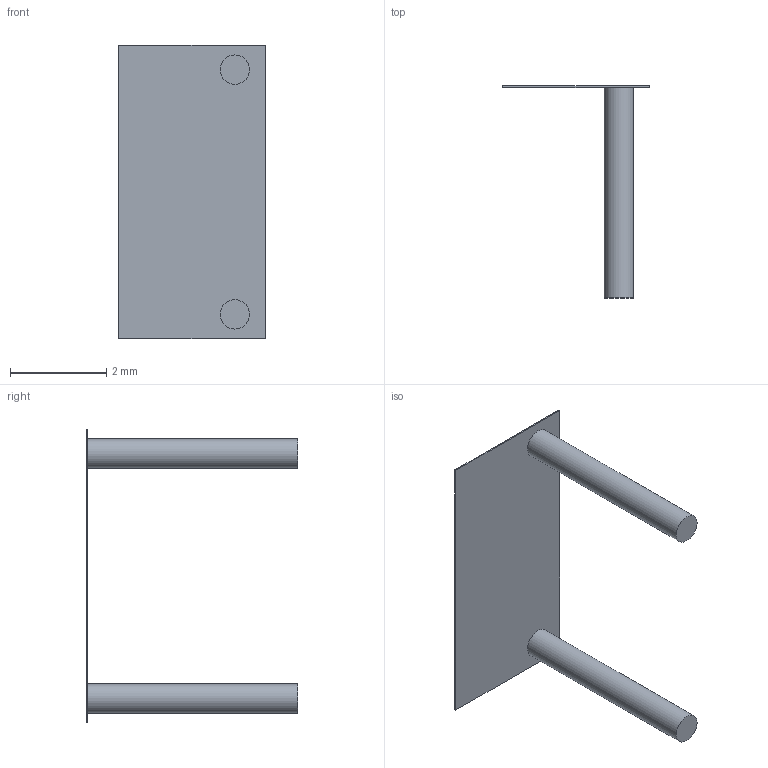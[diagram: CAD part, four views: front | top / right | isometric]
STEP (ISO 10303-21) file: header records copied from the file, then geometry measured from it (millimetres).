
FILE_DESCRIPTION(/* description */ ('A Series - Process Sealed Subminiature Toggle - terminals-'),/* implementation_level */ '2;1');
FILE_NAME(/* name */ 'A11P-toggle-terminals.ipt.step',/* time_stamp */ '2014-01-07T11:04:17-08:00',/* author */ ('Cadenas PARTsolutions'),/* organization */ ('NKKSWITCHES'),/* preprocessor_version */ 'ST-DEVELOPER v15.2',/* originating_system */ 'Autodesk Inventor 2014',/* authorisation */ '');
FILE_SCHEMA (('AUTOMOTIVE_DESIGN { 1 0 10303 214 3 1 1 }'));
Length unit declared in the file: inch
Products named in the file (1): A11P-toggle-terminals
Bounding box: 3.05 x 4.39 x 6.1 mm (x, y, z)
Volume: 3 mm3; surface area: 54.4 mm2
Topology: 1 solids, 1 shells, 10 faces, 18 edges, 12 vertices
Faces by surface type: plane 8, cylinder 2
Full cylindrical faces by diameter (mm): 0.61 x2
Entity records: 259 total; most frequent: DIRECTION 42, CARTESIAN_POINT 39, ORIENTED_EDGE 32, EDGE_CURVE 16, AXIS2_PLACEMENT_3D 15, EDGE_LOOP 14, LINE 12, VECTOR 12
